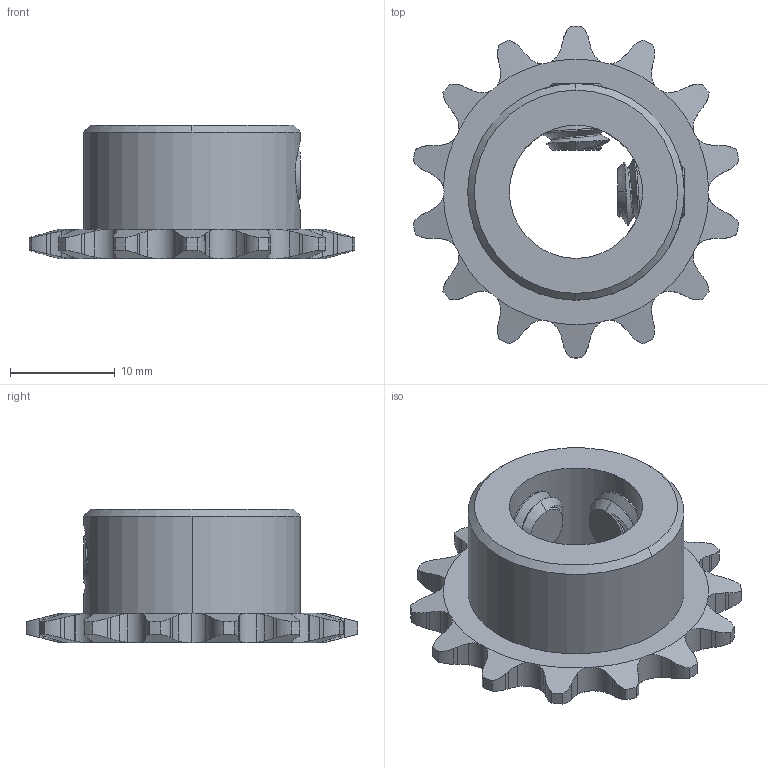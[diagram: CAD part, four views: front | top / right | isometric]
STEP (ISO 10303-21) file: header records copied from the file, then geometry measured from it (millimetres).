
FILE_DESCRIPTION (( 'STEP AP214' ), '1' );
FILE_NAME ('Sprocket .5 Bore.STEP', '2016-01-27T03:51:07', ( '' ), ( '' ), 'SwSTEP 2.0', 'SolidWorks 2015', '' );
FILE_SCHEMA (( 'AUTOMOTIVE_DESIGN' ));
Length unit declared in the file: inch
Products named in the file (1): Sprocket .5 Bore
Bounding box: 31.06 x 31.63 x 12.7 mm (x, y, z)
Volume: 3405.2 mm3; surface area: 2998.8 mm2
Topology: 3 solids, 3 shells, 245 faces, 688 edges, 450 vertices
Faces by surface type: cylinder 124, cone 56, plane 49, bspline 16
Entity records: 14134 total; most frequent: CARTESIAN_POINT 8508, ORIENTED_EDGE 1376, DIRECTION 898, EDGE_CURVE 688, VERTEX_POINT 450, AXIS2_PLACEMENT_3D 355, B_SPLINE_CURVE_WITH_KNOTS 306, EDGE_LOOP 252
